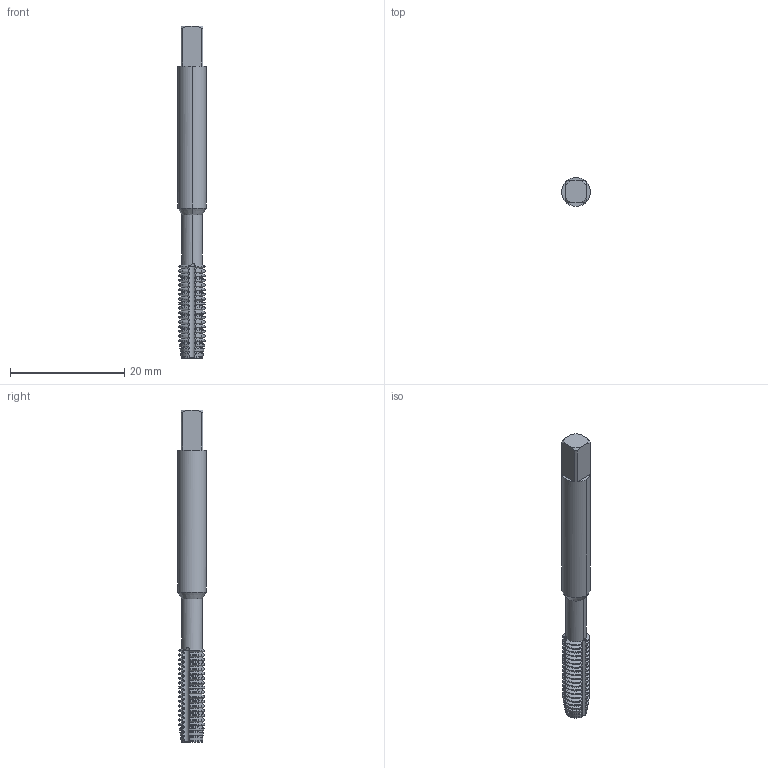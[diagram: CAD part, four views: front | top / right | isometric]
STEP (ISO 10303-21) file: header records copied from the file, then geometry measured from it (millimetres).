
FILE_DESCRIPTION(('no description'),'unknown implementation level');
FILE_NAME('solidis8JPbkiCoZszBmS6lhAmJyreCg_1.STP',' ',('CIM GmbH Aachen'),('CADClick - KiM GmbH - www.kimweb.de'),'unknown preprocess','ACIS','unknown authorization');
FILE_SCHEMA(('automotive_design'));
Length unit declared in the file: millimetre
Products named in the file (2): 1; 2
Bounding box: 5 x 5 x 58 mm (x, y, z)
Volume: 898.5 mm3; surface area: 1315.5 mm2
Topology: 2 solids, 2 shells, 548 faces, 1548 edges, 1001 vertices
Faces by surface type: cone 234, cylinder 186, plane 119, revolution 9
Entity records: 36656 total; most frequent: CARTESIAN_POINT 5485, STYLED_ITEM 3096, PRESENTATION_STYLE_ASSIGNMENT 3096, COLOUR_RGB 3096, ORIENTED_EDGE 3090, DIRECTION 2842, EDGE_CURVE 1545, CURVE_STYLE 1545
